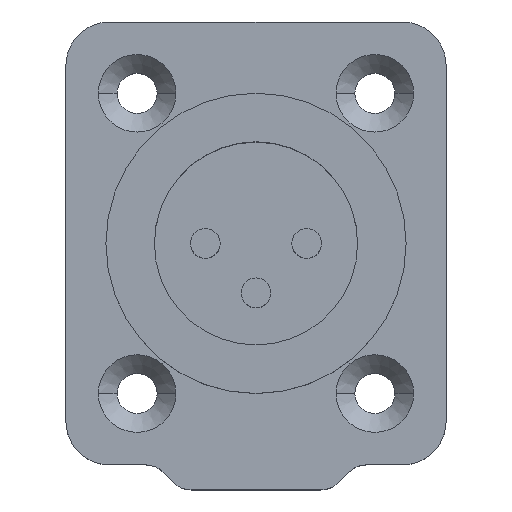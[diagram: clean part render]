
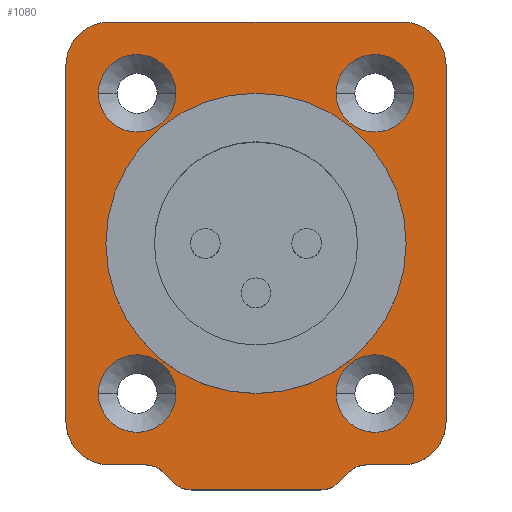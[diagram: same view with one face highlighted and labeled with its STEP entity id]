
A CAD part, top view. The second image highlights one B-rep face of the part: STEP entity #1080.
In plain terms, the highlighted planar face has unit normal (0, 0, 1).
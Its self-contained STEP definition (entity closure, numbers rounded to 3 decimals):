
#44=CARTESIAN_POINT('',(-11.7,14.2,5.6));
#45=DIRECTION('',(0.,0.,1.));
#46=DIRECTION('',(0.,1.,0.));
#47=AXIS2_PLACEMENT_3D('',#44,#45,#46);
#49=DIRECTION('',(-1.,0.,0.));
#50=VECTOR('',#49,23.4);
#51=CARTESIAN_POINT('',(11.7,17.7,5.6));
#52=LINE('',#51,#50);
#53=CARTESIAN_POINT('',(11.7,14.2,5.6));
#54=DIRECTION('',(0.,0.,1.));
#55=DIRECTION('',(1.,0.,0.));
#56=AXIS2_PLACEMENT_3D('',#53,#54,#55);
#58=DIRECTION('',(0.,1.,0.));
#59=VECTOR('',#58,28.4);
#60=CARTESIAN_POINT('',(15.2,-14.2,5.6));
#61=LINE('',#60,#59);
#62=CARTESIAN_POINT('',(11.7,-14.2,5.6));
#63=DIRECTION('',(0.,0.,1.));
#64=DIRECTION('',(0.,-1.,0.));
#65=AXIS2_PLACEMENT_3D('',#62,#63,#64);
#67=DIRECTION('',(1.,0.,0.));
#68=VECTOR('',#67,2.888);
#69=CARTESIAN_POINT('',(8.812,-17.7,5.6));
#70=LINE('',#69,#68);
#71=CARTESIAN_POINT('',(7.426,-18.274,5.6));
#72=CARTESIAN_POINT('',(7.516,-18.184,5.6));
#73=CARTESIAN_POINT('',(7.716,-18.02,5.6));
#74=CARTESIAN_POINT('',(8.057,-17.837,5.6));
#75=CARTESIAN_POINT('',(8.427,-17.725,5.6));
#76=CARTESIAN_POINT('',(8.684,-17.7,5.6));
#77=CARTESIAN_POINT('',(8.812,-17.7,5.6));
#79=DIRECTION('',(0.707,0.707,0.));
#80=VECTOR('',#79,1.204);
#81=CARTESIAN_POINT('',(6.574,-19.126,5.6));
#82=LINE('',#81,#80);
#83=CARTESIAN_POINT('',(5.188,-19.7,5.6));
#84=CARTESIAN_POINT('',(5.445,-19.7,5.6));
#85=CARTESIAN_POINT('',(5.958,-19.598,5.6));
#86=CARTESIAN_POINT('',(6.392,-19.308,5.6));
#87=CARTESIAN_POINT('',(6.574,-19.126,5.6));
#89=DIRECTION('',(1.,0.,0.));
#90=VECTOR('',#89,10.375);
#91=CARTESIAN_POINT('',(-5.188,-19.7,5.6));
#92=LINE('',#91,#90);
#93=CARTESIAN_POINT('',(-6.574,-19.126,5.6));
#94=CARTESIAN_POINT('',(-6.392,-19.308,5.6));
#95=CARTESIAN_POINT('',(-5.958,-19.598,5.6));
#96=CARTESIAN_POINT('',(-5.445,-19.7,5.6));
#97=CARTESIAN_POINT('',(-5.188,-19.7,5.6));
#99=DIRECTION('',(0.707,-0.707,0.));
#100=VECTOR('',#99,1.204);
#101=CARTESIAN_POINT('',(-7.426,-18.274,5.6));
#102=LINE('',#101,#100);
#103=CARTESIAN_POINT('',(-8.812,-17.7,5.6));
#104=CARTESIAN_POINT('',(-8.684,-17.7,5.6));
#105=CARTESIAN_POINT('',(-8.427,-17.725,5.6));
#106=CARTESIAN_POINT('',(-8.057,-17.837,5.6));
#107=CARTESIAN_POINT('',(-7.716,-18.02,5.6));
#108=CARTESIAN_POINT('',(-7.516,-18.184,5.6));
#109=CARTESIAN_POINT('',(-7.426,-18.274,5.6));
#111=DIRECTION('',(1.,0.,0.));
#112=VECTOR('',#111,2.888);
#113=CARTESIAN_POINT('',(-11.7,-17.7,5.6));
#114=LINE('',#113,#112);
#115=CARTESIAN_POINT('',(-11.7,-14.2,5.6));
#116=DIRECTION('',(0.,0.,1.));
#117=DIRECTION('',(-1.,0.,0.));
#118=AXIS2_PLACEMENT_3D('',#115,#116,#117);
#120=DIRECTION('',(0.,-1.,0.));
#121=VECTOR('',#120,28.4);
#122=CARTESIAN_POINT('',(-15.2,14.2,5.6));
#123=LINE('',#122,#121);
#124=CARTESIAN_POINT('',(-9.5,12.,5.6));
#125=DIRECTION('',(0.,0.,-1.));
#126=DIRECTION('',(1.,0.,0.));
#127=AXIS2_PLACEMENT_3D('',#124,#125,#126);
#129=CARTESIAN_POINT('',(-9.5,12.,5.6));
#130=DIRECTION('',(0.,0.,-1.));
#131=DIRECTION('',(-1.,0.,0.));
#132=AXIS2_PLACEMENT_3D('',#129,#130,#131);
#134=CARTESIAN_POINT('',(9.5,12.,5.6));
#135=DIRECTION('',(0.,0.,-1.));
#136=DIRECTION('',(1.,0.,0.));
#137=AXIS2_PLACEMENT_3D('',#134,#135,#136);
#139=CARTESIAN_POINT('',(9.5,12.,5.6));
#140=DIRECTION('',(0.,0.,-1.));
#141=DIRECTION('',(-1.,0.,0.));
#142=AXIS2_PLACEMENT_3D('',#139,#140,#141);
#144=CARTESIAN_POINT('',(-9.5,-12.,5.6));
#145=DIRECTION('',(0.,0.,-1.));
#146=DIRECTION('',(1.,0.,0.));
#147=AXIS2_PLACEMENT_3D('',#144,#145,#146);
#149=CARTESIAN_POINT('',(-9.5,-12.,5.6));
#150=DIRECTION('',(0.,0.,-1.));
#151=DIRECTION('',(-1.,0.,0.));
#152=AXIS2_PLACEMENT_3D('',#149,#150,#151);
#154=CARTESIAN_POINT('',(9.5,-12.,5.6));
#155=DIRECTION('',(0.,0.,-1.));
#156=DIRECTION('',(1.,0.,0.));
#157=AXIS2_PLACEMENT_3D('',#154,#155,#156);
#159=CARTESIAN_POINT('',(9.5,-12.,5.6));
#160=DIRECTION('',(0.,0.,-1.));
#161=DIRECTION('',(-1.,0.,0.));
#162=AXIS2_PLACEMENT_3D('',#159,#160,#161);
#164=CARTESIAN_POINT('',(0.,0.,5.6));
#165=DIRECTION('',(0.,0.,1.));
#166=DIRECTION('',(1.,0.,0.));
#167=AXIS2_PLACEMENT_3D('',#164,#165,#166);
#169=CARTESIAN_POINT('',(0.,0.,5.6));
#170=DIRECTION('',(0.,0.,1.));
#171=DIRECTION('',(-1.,0.,0.));
#172=AXIS2_PLACEMENT_3D('',#169,#170,#171);
#789=CARTESIAN_POINT('',(-11.7,17.7,5.6));
#790=CARTESIAN_POINT('',(-15.2,14.2,5.6));
#791=VERTEX_POINT('',#789);
#792=VERTEX_POINT('',#790);
#793=CARTESIAN_POINT('',(-15.2,-14.2,5.6));
#794=VERTEX_POINT('',#793);
#795=CARTESIAN_POINT('',(-11.7,-17.7,5.6));
#796=VERTEX_POINT('',#795);
#797=CARTESIAN_POINT('',(-8.812,-17.7,5.6));
#798=VERTEX_POINT('',#797);
#799=VERTEX_POINT('',#109);
#800=CARTESIAN_POINT('',(-6.574,-19.126,5.6));
#801=VERTEX_POINT('',#800);
#802=VERTEX_POINT('',#97);
#803=CARTESIAN_POINT('',(5.188,-19.7,5.6));
#804=VERTEX_POINT('',#803);
#805=VERTEX_POINT('',#87);
#806=CARTESIAN_POINT('',(7.426,-18.274,5.6));
#807=VERTEX_POINT('',#806);
#808=VERTEX_POINT('',#77);
#809=CARTESIAN_POINT('',(11.7,-17.7,5.6));
#810=VERTEX_POINT('',#809);
#811=CARTESIAN_POINT('',(15.2,-14.2,5.6));
#812=VERTEX_POINT('',#811);
#813=CARTESIAN_POINT('',(15.2,14.2,5.6));
#814=VERTEX_POINT('',#813);
#815=CARTESIAN_POINT('',(11.7,17.7,5.6));
#816=VERTEX_POINT('',#815);
#817=CARTESIAN_POINT('',(-6.4,12.,5.6));
#818=CARTESIAN_POINT('',(-12.6,12.,5.6));
#819=VERTEX_POINT('',#817);
#820=VERTEX_POINT('',#818);
#825=CARTESIAN_POINT('',(12.6,12.,5.6));
#826=CARTESIAN_POINT('',(6.4,12.,5.6));
#827=VERTEX_POINT('',#825);
#828=VERTEX_POINT('',#826);
#833=CARTESIAN_POINT('',(-6.4,-12.,5.6));
#834=CARTESIAN_POINT('',(-12.6,-12.,5.6));
#835=VERTEX_POINT('',#833);
#836=VERTEX_POINT('',#834);
#841=CARTESIAN_POINT('',(12.6,-12.,5.6));
#842=CARTESIAN_POINT('',(6.4,-12.,5.6));
#843=VERTEX_POINT('',#841);
#844=VERTEX_POINT('',#842);
#941=CARTESIAN_POINT('',(12.,0.,5.6));
#942=CARTESIAN_POINT('',(-12.,0.,5.6));
#943=VERTEX_POINT('',#941);
#944=VERTEX_POINT('',#942);
#1012=CARTESIAN_POINT('',(0.,0.,5.6));
#1013=DIRECTION('',(0.,0.,1.));
#1014=DIRECTION('',(1.,0.,0.));
#1015=AXIS2_PLACEMENT_3D('',#1012,#1013,#1014);
#1016=PLANE('',#1015);
#1018=ORIENTED_EDGE('',*,*,#1017,.F.);
#1020=ORIENTED_EDGE('',*,*,#1019,.F.);
#1022=ORIENTED_EDGE('',*,*,#1021,.F.);
#1024=ORIENTED_EDGE('',*,*,#1023,.F.);
#1026=ORIENTED_EDGE('',*,*,#1025,.F.);
#1028=ORIENTED_EDGE('',*,*,#1027,.F.);
#1030=ORIENTED_EDGE('',*,*,#1029,.F.);
#1032=ORIENTED_EDGE('',*,*,#1031,.F.);
#1034=ORIENTED_EDGE('',*,*,#1033,.F.);
#1036=ORIENTED_EDGE('',*,*,#1035,.F.);
#1038=ORIENTED_EDGE('',*,*,#1037,.F.);
#1040=ORIENTED_EDGE('',*,*,#1039,.F.);
#1042=ORIENTED_EDGE('',*,*,#1041,.F.);
#1044=ORIENTED_EDGE('',*,*,#1043,.F.);
#1046=ORIENTED_EDGE('',*,*,#1045,.F.);
#1048=ORIENTED_EDGE('',*,*,#1047,.F.);
#1049=EDGE_LOOP('',(#1018,#1020,#1022,#1024,#1026,#1028,#1030,#1032,#1034,#1036,
#1038,#1040,#1042,#1044,#1046,#1048));
#1050=FACE_OUTER_BOUND('',#1049,.F.);
#1052=ORIENTED_EDGE('',*,*,#1051,.F.);
#1054=ORIENTED_EDGE('',*,*,#1053,.F.);
#1055=EDGE_LOOP('',(#1052,#1054));
#1056=FACE_BOUND('',#1055,.F.);
#1058=ORIENTED_EDGE('',*,*,#1057,.F.);
#1060=ORIENTED_EDGE('',*,*,#1059,.F.);
#1061=EDGE_LOOP('',(#1058,#1060));
#1062=FACE_BOUND('',#1061,.F.);
#1063=ORIENTED_EDGE('',*,*,#966,.F.);
#1065=ORIENTED_EDGE('',*,*,#1064,.F.);
#1066=EDGE_LOOP('',(#1063,#1065));
#1067=FACE_BOUND('',#1066,.F.);
#1069=ORIENTED_EDGE('',*,*,#1068,.F.);
#1071=ORIENTED_EDGE('',*,*,#1070,.F.);
#1072=EDGE_LOOP('',(#1069,#1071));
#1073=FACE_BOUND('',#1072,.F.);
#1075=ORIENTED_EDGE('',*,*,#1074,.T.);
#1077=ORIENTED_EDGE('',*,*,#1076,.T.);
#1078=EDGE_LOOP('',(#1075,#1077));
#1079=FACE_BOUND('',#1078,.F.);
#1080=ADVANCED_FACE('',(#1050,#1056,#1062,#1067,#1073,#1079),#1016,.T.);
#48=CIRCLE('',#47,3.5);
#57=CIRCLE('',#56,3.5);
#66=CIRCLE('',#65,3.5);
#78=B_SPLINE_CURVE_WITH_KNOTS('',3,(#71,#72,#73,#74,#75,#76,#77),.UNSPECIFIED.,
.F.,.F.,(4,1,1,1,4),(0.,0.25,0.5,0.75,
1.),.UNSPECIFIED.);
#88=B_SPLINE_CURVE_WITH_KNOTS('',3,(#83,#84,#85,#86,#87),.UNSPECIFIED.,.F.,.F.,(
4,1,4),(0.,0.5,1.),.UNSPECIFIED.);
#98=B_SPLINE_CURVE_WITH_KNOTS('',3,(#93,#94,#95,#96,#97),.UNSPECIFIED.,.F.,.F.,(
4,1,4),(0.,0.5,1.),.UNSPECIFIED.);
#110=B_SPLINE_CURVE_WITH_KNOTS('',3,(#103,#104,#105,#106,#107,#108,#109),
.UNSPECIFIED.,.F.,.F.,(4,1,1,1,4),(0.,0.25,0.5,
0.75,1.),.UNSPECIFIED.);
#119=CIRCLE('',#118,3.5);
#128=CIRCLE('',#127,3.1);
#133=CIRCLE('',#132,3.1);
#138=CIRCLE('',#137,3.1);
#143=CIRCLE('',#142,3.1);
#148=CIRCLE('',#147,3.1);
#153=CIRCLE('',#152,3.1);
#158=CIRCLE('',#157,3.1);
#163=CIRCLE('',#162,3.1);
#168=CIRCLE('',#167,12.);
#173=CIRCLE('',#172,12.);
#966=EDGE_CURVE('',#835,#836,#148,.T.);
#1017=EDGE_CURVE('',#791,#792,#48,.T.);
#1019=EDGE_CURVE('',#816,#791,#52,.T.);
#1021=EDGE_CURVE('',#814,#816,#57,.T.);
#1023=EDGE_CURVE('',#812,#814,#61,.T.);
#1025=EDGE_CURVE('',#810,#812,#66,.T.);
#1027=EDGE_CURVE('',#808,#810,#70,.T.);
#1029=EDGE_CURVE('',#807,#808,#78,.T.);
#1031=EDGE_CURVE('',#805,#807,#82,.T.);
#1033=EDGE_CURVE('',#804,#805,#88,.T.);
#1035=EDGE_CURVE('',#802,#804,#92,.T.);
#1037=EDGE_CURVE('',#801,#802,#98,.T.);
#1039=EDGE_CURVE('',#799,#801,#102,.T.);
#1041=EDGE_CURVE('',#798,#799,#110,.T.);
#1043=EDGE_CURVE('',#796,#798,#114,.T.);
#1045=EDGE_CURVE('',#794,#796,#119,.T.);
#1047=EDGE_CURVE('',#792,#794,#123,.T.);
#1051=EDGE_CURVE('',#819,#820,#128,.T.);
#1053=EDGE_CURVE('',#820,#819,#133,.T.);
#1057=EDGE_CURVE('',#827,#828,#138,.T.);
#1059=EDGE_CURVE('',#828,#827,#143,.T.);
#1064=EDGE_CURVE('',#836,#835,#153,.T.);
#1068=EDGE_CURVE('',#843,#844,#158,.T.);
#1070=EDGE_CURVE('',#844,#843,#163,.T.);
#1074=EDGE_CURVE('',#943,#944,#168,.T.);
#1076=EDGE_CURVE('',#944,#943,#173,.T.);
